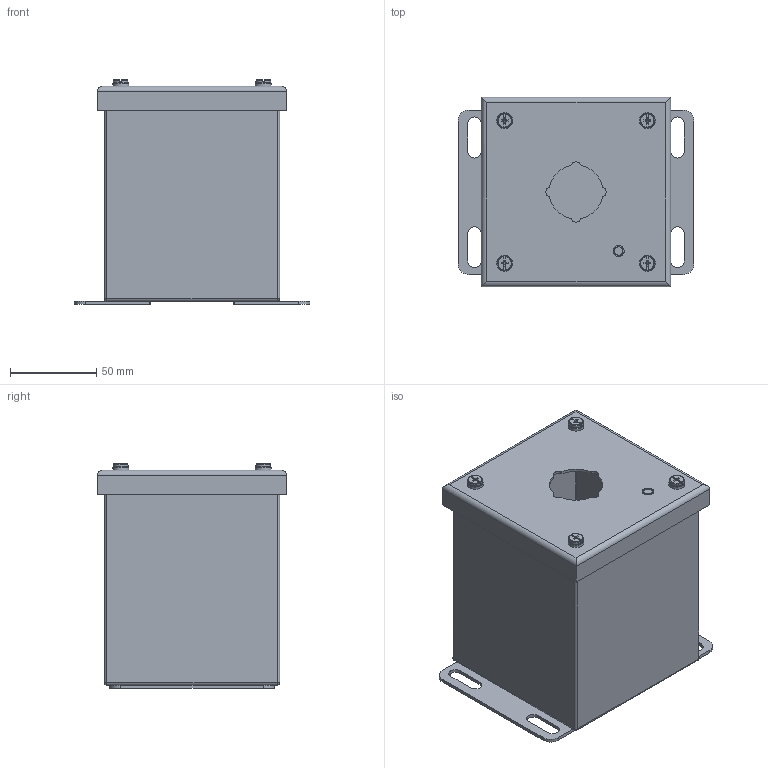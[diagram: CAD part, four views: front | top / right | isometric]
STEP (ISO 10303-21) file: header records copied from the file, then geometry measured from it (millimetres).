
FILE_DESCRIPTION (( 'STEP AP214' ), '1' );
FILE_NAME ('SCE-1PBX-RAL1018.STEP', '2021-08-06T19:20:50', ( '' ), ( '' ), 'SwSTEP 2.0', 'SolidWorks 2021', '' );
FILE_SCHEMA (( 'AUTOMOTIVE_DESIGN' ));
Length unit declared in the file: inch
Products named in the file (1): SCE-1PBX-RAL1018
Bounding box: 136.53 x 109.54 x 130.14 mm (x, y, z)
Volume: 142186.5 mm3; surface area: 185612.6 mm2
Topology: 19 solids, 19 shells, 528 faces, 1324 edges, 775 vertices
Faces by surface type: plane 205, cylinder 161, bspline 128, cone 18, sphere 16
Full cylindrical faces by diameter (mm): 3.708 x4, 4.775 x5, 4.826 x5, 4.9 x1, 5.588 x4, 6.35 x4, 6.36 x4, 6.502 x1, 6.604 x4, 6.858 x4, 7.112 x1, 7.417 x8, 8.052 x4, 8.484 x4, 8.636 x4, 9.195 x4, 11.092 x4
Entity records: 25012 total; most frequent: CARTESIAN_POINT 7179, ORIENTED_EDGE 2116, DIRECTION 2052, EDGE_CURVE 1058, AXIS2_PLACEMENT_3D 777, VERTEX_POINT 712, EDGE_LOOP 702, FACE_OUTER_BOUND 625
